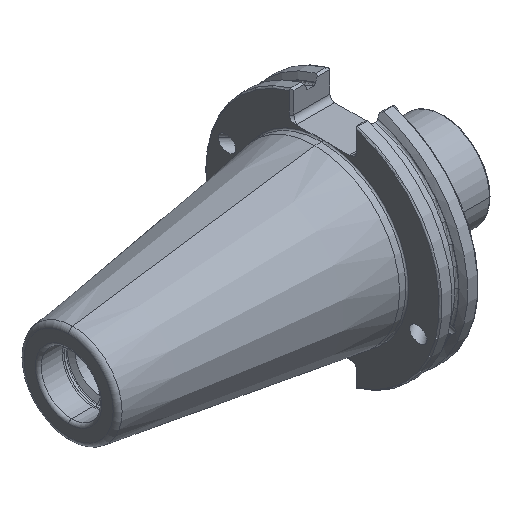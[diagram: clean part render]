
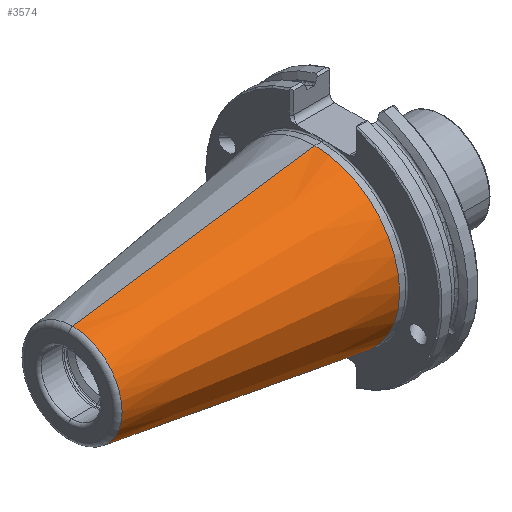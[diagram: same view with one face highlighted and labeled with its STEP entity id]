
A CAD part, isometric view. The second image highlights one B-rep face of the part: STEP entity #3574.
In plain terms, the highlighted conical face has half-angle 8.297 degrees and reference radius 34.925 mm.
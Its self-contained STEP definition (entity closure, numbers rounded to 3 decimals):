
#185 = VERTEX_POINT ( 'NONE', #4959 ) ;
#479 = CARTESIAN_POINT ( 'NONE',  ( 0., 0., 34.925 ) ) ;
#683 = CARTESIAN_POINT ( 'NONE',  ( 0., 0., -34.925 ) ) ;
#1080 = ORIENTED_EDGE ( 'NONE', *, *, #3714, .F. ) ;
#1208 = DIRECTION ( 'NONE',  ( 1., 0., 0. ) ) ;
#1563 = CONICAL_SURFACE ( 'NONE', #3071, 34.925, 0.145 ) ;
#1793 = CIRCLE ( 'NONE', #6354, 34.925 ) ;
#1825 = DIRECTION ( 'NONE',  ( 0.99, 0., 0.144 ) ) ;
#1862 = EDGE_CURVE ( 'NONE', #185, #6561, #4817, .T. ) ;
#2240 = DIRECTION ( 'NONE',  ( 0., 0., -1. ) ) ;
#2283 = VECTOR ( 'NONE', #6019, 1000. ) ;
#2465 = EDGE_CURVE ( 'NONE', #185, #4830, #3635, .T. ) ;
#2544 = VERTEX_POINT ( 'NONE', #479 ) ;
#2744 = VECTOR ( 'NONE', #1825, 1000. ) ;
#2826 = ORIENTED_EDGE ( 'NONE', *, *, #2465, .T. ) ;
#3071 = AXIS2_PLACEMENT_3D ( 'NONE', #5284, #1208, #2240 ) ;
#3111 = EDGE_CURVE ( 'NONE', #4830, #2544, #1793, .T. ) ;
#3133 = CARTESIAN_POINT ( 'NONE',  ( 0., 0., 0. ) ) ;
#3574 = ADVANCED_FACE ( 'NONE', ( #4391 ), #1563, .T. ) ;
#3635 = LINE ( 'NONE', #5690, #2283 ) ;
#3714 = EDGE_CURVE ( 'NONE', #6561, #2544, #5613, .T. ) ;
#3808 = CARTESIAN_POINT ( 'NONE',  ( -99.889, 0., 20.358 ) ) ;
#3819 = CARTESIAN_POINT ( 'NONE',  ( 0., 0., 34.925 ) ) ;
#3991 = DIRECTION ( 'NONE',  ( 0., 0., 1. ) ) ;
#4014 = DIRECTION ( 'NONE',  ( -1., 0., 0. ) ) ;
#4391 = FACE_OUTER_BOUND ( 'NONE', #5011, .T. ) ;
#4583 = CARTESIAN_POINT ( 'NONE',  ( -99.889, 0., 0. ) ) ;
#4628 = DIRECTION ( 'NONE',  ( -1., 0., 0. ) ) ;
#4700 = DIRECTION ( 'NONE',  ( 0., 0., 1. ) ) ;
#4817 = CIRCLE ( 'NONE', #4841, 20.358 ) ;
#4830 = VERTEX_POINT ( 'NONE', #683 ) ;
#4841 = AXIS2_PLACEMENT_3D ( 'NONE', #4583, #4628, #4700 ) ;
#4959 = CARTESIAN_POINT ( 'NONE',  ( -99.889, 0., -20.358 ) ) ;
#5011 = EDGE_LOOP ( 'NONE', ( #1080, #6168, #2826, #5382 ) ) ;
#5284 = CARTESIAN_POINT ( 'NONE',  ( 0., 0., 0. ) ) ;
#5382 = ORIENTED_EDGE ( 'NONE', *, *, #3111, .T. ) ;
#5613 = LINE ( 'NONE', #3819, #2744 ) ;
#5690 = CARTESIAN_POINT ( 'NONE',  ( 0., 0., -34.925 ) ) ;
#6019 = DIRECTION ( 'NONE',  ( 0.99, 0., -0.144 ) ) ;
#6168 = ORIENTED_EDGE ( 'NONE', *, *, #1862, .F. ) ;
#6354 = AXIS2_PLACEMENT_3D ( 'NONE', #3133, #4014, #3991 ) ;
#6561 = VERTEX_POINT ( 'NONE', #3808 ) ;
